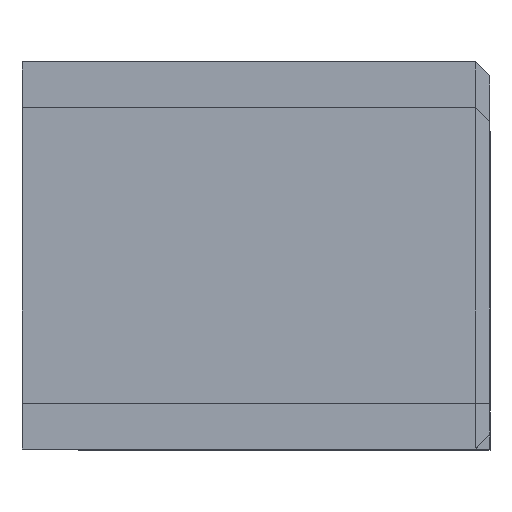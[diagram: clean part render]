
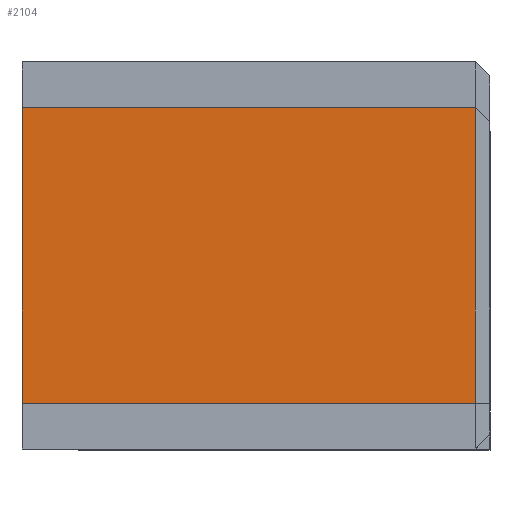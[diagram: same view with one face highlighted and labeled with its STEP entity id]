
A CAD part, top view. The second image highlights one B-rep face of the part: STEP entity #2104.
In plain terms, the highlighted planar face has unit normal (0, 0, 1).
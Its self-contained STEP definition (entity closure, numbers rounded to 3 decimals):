
#102=PLANE('',#2298);
#210=FACE_OUTER_BOUND('',#343,.T.);
#343=EDGE_LOOP('',(#1802,#1803,#1804,#1805));
#469=LINE('',#3590,#674);
#529=LINE('',#3735,#734);
#530=LINE('',#3738,#735);
#531=LINE('',#3739,#736);
#674=VECTOR('',#2655,10.);
#734=VECTOR('',#2793,10.);
#735=VECTOR('',#2796,10.);
#736=VECTOR('',#2797,10.);
#986=VERTEX_POINT('',#3557);
#1000=VERTEX_POINT('',#3589);
#1036=VERTEX_POINT('',#3733);
#1037=VERTEX_POINT('',#3737);
#1241=EDGE_CURVE('',#986,#1000,#469,.T.);
#1311=EDGE_CURVE('',#1036,#986,#529,.T.);
#1312=EDGE_CURVE('',#1037,#1036,#530,.T.);
#1313=EDGE_CURVE('',#1037,#1000,#531,.T.);
#1802=ORIENTED_EDGE('',*,*,#1241,.F.);
#1803=ORIENTED_EDGE('',*,*,#1311,.F.);
#1804=ORIENTED_EDGE('',*,*,#1312,.F.);
#1805=ORIENTED_EDGE('',*,*,#1313,.T.);
#2104=ADVANCED_FACE('',(#210),#102,.T.);
#2298=AXIS2_PLACEMENT_3D('',#3736,#2794,#2795);
#2655=DIRECTION('',(0.,-1.,0.));
#2793=DIRECTION('',(1.,0.,0.));
#2794=DIRECTION('center_axis',(0.,0.,
1.));
#2795=DIRECTION('ref_axis',(0.,-1.,0.));
#2796=DIRECTION('',(0.,1.,0.));
#2797=DIRECTION('',(1.,0.,0.));
#3557=CARTESIAN_POINT('',(50.5,-97.986,-43.086));
#3589=CARTESIAN_POINT('',(50.5,-137.486,-43.086));
#3590=CARTESIAN_POINT('',(50.5,-118.361,-43.086));
#3733=CARTESIAN_POINT('',(-10.,-97.986,-43.086));
#3735=CARTESIAN_POINT('',(-10.,-97.986,-43.086));
#3736=CARTESIAN_POINT('Origin',(-10.,-97.986,-43.086));
#3737=CARTESIAN_POINT('',(-10.,-137.486,-43.086));
#3738=CARTESIAN_POINT('',(-10.,-137.486,-43.086));
#3739=CARTESIAN_POINT('',(48.25,-137.486,-43.086));
